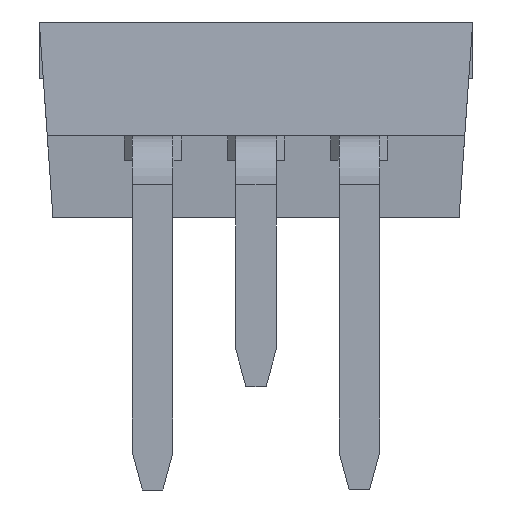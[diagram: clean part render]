
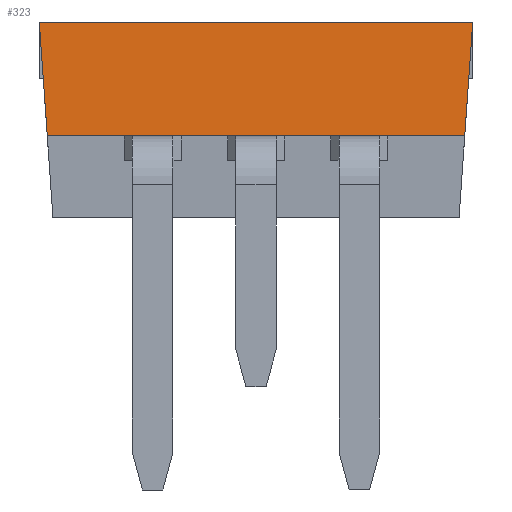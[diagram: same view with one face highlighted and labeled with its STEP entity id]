
A CAD part, front view. The second image highlights one B-rep face of the part: STEP entity #323.
In plain terms, the highlighted planar face has unit normal (0, -0.999, 0.052).
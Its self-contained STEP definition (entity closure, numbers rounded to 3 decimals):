
#323=ADVANCED_FACE('',(#1179),#1181,.T.);
#1179=FACE_BOUND('',#1180,.T.);
#1180=EDGE_LOOP('',(#1836,#1837,#1838,#1839));
#1181=PLANE('',#1182);
#1182=AXIS2_PLACEMENT_3D('',#1183,#1184,#1185);
#1183=CARTESIAN_POINT('',(-5.825,7.32,2.));
#1184=DIRECTION('',(0.,-0.999,0.052));
#1185=DIRECTION('',(1.,0.,0.));
#1836=ORIENTED_EDGE('',*,*,#2263,.T.);
#1837=ORIENTED_EDGE('',*,*,#2264,.F.);
#1838=ORIENTED_EDGE('',*,*,#2265,.T.);
#1839=ORIENTED_EDGE('',*,*,#2261,.T.);
#2261=EDGE_CURVE('',#2553,#2551,#2554,.T.);
#2263=EDGE_CURVE('',#2551,#2556,#2557,.T.);
#2264=EDGE_CURVE('',#2558,#2556,#2559,.T.);
#2265=EDGE_CURVE('',#2558,#2553,#2560,.T.);
#2551=VERTEX_POINT('',#3086);
#2553=VERTEX_POINT('',#3090);
#2554=LINE('',#3091,#3092);
#2556=VERTEX_POINT('',#3097);
#2557=LINE('',#3098,#3099);
#2558=VERTEX_POINT('',#3101);
#2559=LINE('',#3102,#3103);
#2560=LINE('',#3105,#3106);
#3086=CARTESIAN_POINT('',(5.129,7.32,2.));
#3090=CARTESIAN_POINT('',(-5.129,7.32,2.));
#3091=CARTESIAN_POINT('',(-5.129,7.32,2.));
#3092=VECTOR('',#3093,1.);
#3093=DIRECTION('',(1.,0.,0.));
#3097=CARTESIAN_POINT('',(5.325,7.467,4.8));
#3098=CARTESIAN_POINT('',(5.129,7.32,2.));
#3099=VECTOR('',#3100,1.);
#3100=DIRECTION('',(0.07,0.052,0.996));
#3101=CARTESIAN_POINT('',(-5.325,7.467,4.8));
#3102=CARTESIAN_POINT('',(-5.325,7.467,4.8));
#3103=VECTOR('',#3104,1.);
#3104=DIRECTION('',(1.,0.,0.));
#3105=CARTESIAN_POINT('',(-5.325,7.467,4.8));
#3106=VECTOR('',#3107,1.);
#3107=DIRECTION('',(0.07,-0.052,-0.996));
